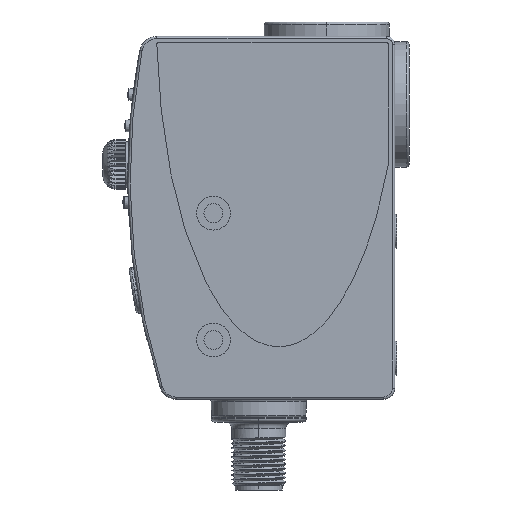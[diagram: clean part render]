
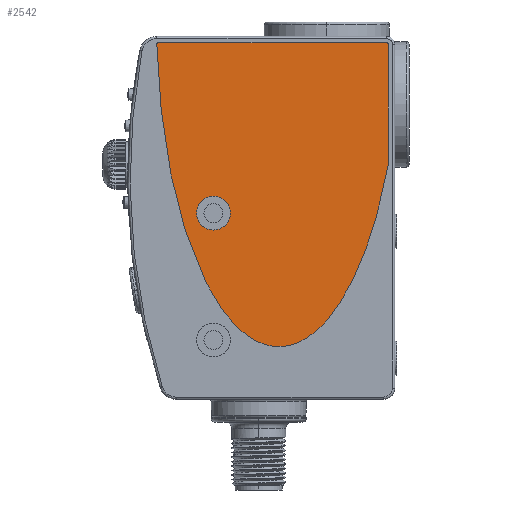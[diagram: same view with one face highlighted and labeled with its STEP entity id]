
A CAD part, left-side view. The second image highlights one B-rep face of the part: STEP entity #2542.
In plain terms, the highlighted planar face has unit normal (-1, 0, 0).
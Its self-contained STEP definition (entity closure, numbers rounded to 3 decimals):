
#855=CARTESIAN_POINT('',(0.4,40.,-39.));
#856=DIRECTION('',(1.,0.,0.));
#857=DIRECTION('',(0.,0.,1.));
#858=AXIS2_PLACEMENT_3D('',#855,#856,#857);
#860=CARTESIAN_POINT('',(0.4,40.,-39.));
#861=DIRECTION('',(1.,0.,0.));
#862=DIRECTION('',(0.,0.,-1.));
#863=AXIS2_PLACEMENT_3D('',#860,#861,#862);
#865=CARTESIAN_POINT('',(0.4,52.503,-1.811));
#866=CARTESIAN_POINT('',(0.4,52.484,-2.467));
#867=CARTESIAN_POINT('',(0.4,52.442,-3.716));
#868=CARTESIAN_POINT('',(0.4,52.343,-6.016));
#869=CARTESIAN_POINT('',(0.4,52.197,-8.6));
#870=CARTESIAN_POINT('',(0.4,51.996,-11.374));
#871=CARTESIAN_POINT('',(0.4,51.777,-13.902));
#872=CARTESIAN_POINT('',(0.4,51.542,-16.234));
#873=CARTESIAN_POINT('',(0.4,51.212,-19.13));
#874=CARTESIAN_POINT('',(0.4,50.774,-22.416));
#875=CARTESIAN_POINT('',(0.4,50.217,-25.959));
#876=CARTESIAN_POINT('',(0.4,49.636,-29.184));
#877=CARTESIAN_POINT('',(0.4,49.035,-32.149));
#878=CARTESIAN_POINT('',(0.4,48.21,-35.806));
#879=CARTESIAN_POINT('',(0.4,47.143,-39.901));
#880=CARTESIAN_POINT('',(0.4,45.816,-44.217));
#881=CARTESIAN_POINT('',(0.4,44.45,-48.034));
#882=CARTESIAN_POINT('',(0.4,43.051,-51.423));
#883=CARTESIAN_POINT('',(0.4,41.623,-54.434));
#884=CARTESIAN_POINT('',(0.4,39.683,-57.993));
#885=CARTESIAN_POINT('',(0.4,37.199,-61.657));
#886=CARTESIAN_POINT('',(0.4,34.131,-64.941));
#887=CARTESIAN_POINT('',(0.4,30.982,-67.181));
#888=CARTESIAN_POINT('',(0.4,27.755,-68.398));
#889=CARTESIAN_POINT('',(0.4,24.446,-68.57));
#890=CARTESIAN_POINT('',(0.4,21.617,-67.781));
#891=CARTESIAN_POINT('',(0.4,19.305,-66.518));
#892=CARTESIAN_POINT('',(0.4,17.544,-65.224));
#893=CARTESIAN_POINT('',(0.4,15.754,-63.549));
#894=CARTESIAN_POINT('',(0.4,13.93,-61.438));
#895=CARTESIAN_POINT('',(0.4,12.378,-59.258));
#896=CARTESIAN_POINT('',(0.4,11.112,-57.206));
#897=CARTESIAN_POINT('',(0.4,10.149,-55.493));
#898=CARTESIAN_POINT('',(0.4,9.171,-53.584));
#899=CARTESIAN_POINT('',(0.4,8.175,-51.446));
#900=CARTESIAN_POINT('',(0.4,7.159,-49.036));
#901=CARTESIAN_POINT('',(0.4,6.116,-46.294));
#902=CARTESIAN_POINT('',(0.4,5.22,-43.657));
#903=CARTESIAN_POINT('',(0.4,4.482,-41.26));
#904=CARTESIAN_POINT('',(0.4,3.914,-39.288));
#905=CARTESIAN_POINT('',(0.4,3.33,-37.102));
#906=CARTESIAN_POINT('',(0.4,2.724,-34.639));
#907=CARTESIAN_POINT('',(0.4,2.196,-32.275));
#908=CARTESIAN_POINT('',(0.4,1.751,-30.103));
#909=CARTESIAN_POINT('',(0.4,1.519,-28.895));
#910=CARTESIAN_POINT('',(0.4,1.4,-28.25));
#912=CARTESIAN_POINT('',(0.4,52.103,-1.8));
#913=DIRECTION('',(-1.,0.,0.));
#914=DIRECTION('',(0.,0.,1.));
#915=AXIS2_PLACEMENT_3D('',#912,#913,#914);
#917=DIRECTION('',(0.,1.,0.));
#918=VECTOR('',#917,50.303);
#919=CARTESIAN_POINT('',(0.4,1.8,-1.4));
#920=LINE('',#919,#918);
#921=CARTESIAN_POINT('',(0.4,1.8,-1.8));
#922=DIRECTION('',(-1.,0.,0.));
#923=DIRECTION('',(0.,-1.,0.));
#924=AXIS2_PLACEMENT_3D('',#921,#922,#923);
#926=DIRECTION('',(0.,0.,1.));
#927=VECTOR('',#926,26.45);
#928=CARTESIAN_POINT('',(0.4,1.4,-28.25));
#929=LINE('',#928,#927);
#1374=VERTEX_POINT('',#865);
#1375=VERTEX_POINT('',#910);
#1376=CARTESIAN_POINT('',(0.4,1.4,-1.8));
#1377=VERTEX_POINT('',#1376);
#1378=CARTESIAN_POINT('',(0.4,1.8,-1.4));
#1379=VERTEX_POINT('',#1378);
#1380=CARTESIAN_POINT('',(0.4,52.103,-1.4));
#1381=VERTEX_POINT('',#1380);
#1390=CARTESIAN_POINT('',(0.4,40.,-35.25));
#1391=CARTESIAN_POINT('',(0.4,40.,-42.75));
#1392=VERTEX_POINT('',#1390);
#1393=VERTEX_POINT('',#1391);
#2521=CARTESIAN_POINT('',(0.4,0.,0.));
#2522=DIRECTION('',(-1.,0.,0.));
#2523=DIRECTION('',(0.,0.,1.));
#2524=AXIS2_PLACEMENT_3D('',#2521,#2522,#2523);
#2525=PLANE('',#2524);
#2527=ORIENTED_EDGE('',*,*,#2526,.F.);
#2529=ORIENTED_EDGE('',*,*,#2528,.F.);
#2531=ORIENTED_EDGE('',*,*,#2530,.F.);
#2533=ORIENTED_EDGE('',*,*,#2532,.F.);
#2535=ORIENTED_EDGE('',*,*,#2534,.F.);
#2536=EDGE_LOOP('',(#2527,#2529,#2531,#2533,#2535));
#2537=FACE_OUTER_BOUND('',#2536,.F.);
#2538=ORIENTED_EDGE('',*,*,#1968,.F.);
#2539=ORIENTED_EDGE('',*,*,#1954,.F.);
#2540=EDGE_LOOP('',(#2538,#2539));
#2541=FACE_BOUND('',#2540,.F.);
#2542=ADVANCED_FACE('',(#2537,#2541),#2525,.T.);
#859=CIRCLE('',#858,3.75);
#864=CIRCLE('',#863,3.75);
#911=B_SPLINE_CURVE_WITH_KNOTS('',3,(#865,#866,#867,#868,#869,#870,#871,#872,
#873,#874,#875,#876,#877,#878,#879,#880,#881,#882,#883,#884,#885,#886,#887,#888,
#889,#890,#891,#892,#893,#894,#895,#896,#897,#898,#899,#900,#901,#902,#903,#904,
#905,#906,#907,#908,#909,#910),.UNSPECIFIED.,.F.,.F.,(4,1,1,1,1,1,1,1,1,1,1,1,1,
1,1,1,1,1,1,1,1,1,1,1,1,1,1,1,1,1,1,1,1,1,1,1,1,1,1,1,1,1,1,4),(0.,0.004,
0.008,0.016,0.023,0.031,0.039,0.047,0.063,0.078,
0.094,0.109,0.125,0.156,0.188,0.219,0.25,0.281,
0.313,0.375,0.438,0.5,0.563,0.625,0.688,0.719,0.75,
0.781,0.813,0.844,0.859,0.875,0.891,0.906,0.922,
0.938,0.953,0.961,0.969,0.977,0.984,0.992,
0.996,1.),.UNSPECIFIED.);
#916=CIRCLE('',#915,0.4);
#925=CIRCLE('',#924,0.4);
#1954=EDGE_CURVE('',#1393,#1392,#864,.T.);
#1968=EDGE_CURVE('',#1392,#1393,#859,.T.);
#2526=EDGE_CURVE('',#1374,#1375,#911,.T.);
#2528=EDGE_CURVE('',#1381,#1374,#916,.T.);
#2530=EDGE_CURVE('',#1379,#1381,#920,.T.);
#2532=EDGE_CURVE('',#1377,#1379,#925,.T.);
#2534=EDGE_CURVE('',#1375,#1377,#929,.T.);
